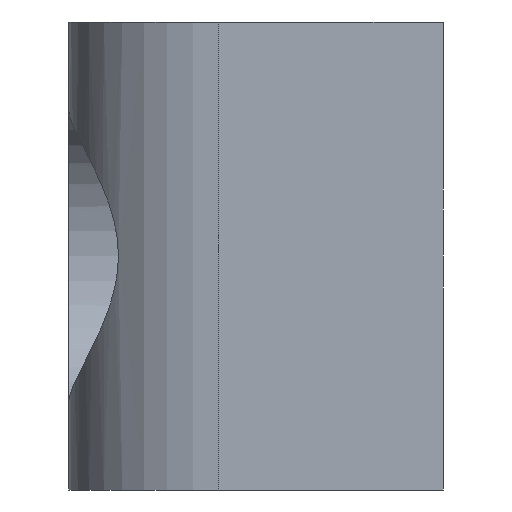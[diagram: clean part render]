
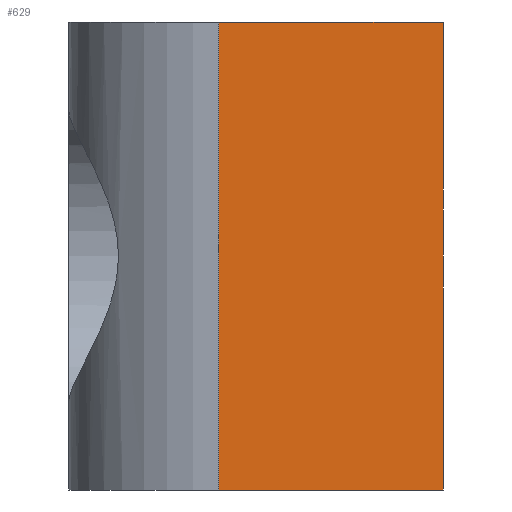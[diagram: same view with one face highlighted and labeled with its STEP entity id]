
A CAD part, left-side view. The second image highlights one B-rep face of the part: STEP entity #629.
In plain terms, the highlighted planar face has unit normal (-1, 0, 0).
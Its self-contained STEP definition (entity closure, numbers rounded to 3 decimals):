
#54=PLANE('',#719);
#87=FACE_OUTER_BOUND('',#140,.T.);
#140=EDGE_LOOP('',(#572,#573,#574,#575));
#177=LINE('',#947,#218);
#184=LINE('',#968,#225);
#192=LINE('',#1033,#233);
#213=LINE('',#1125,#254);
#218=VECTOR('',#727,10.);
#225=VECTOR('',#744,10.);
#233=VECTOR('',#786,10.);
#254=VECTOR('',#901,10.);
#264=VERTEX_POINT('',#944);
#265=VERTEX_POINT('',#946);
#274=VERTEX_POINT('',#966);
#290=VERTEX_POINT('',#1032);
#318=EDGE_CURVE('',#264,#265,#177,.T.);
#329=EDGE_CURVE('',#264,#274,#184,.T.);
#351=EDGE_CURVE('',#265,#290,#192,.T.);
#398=EDGE_CURVE('',#274,#290,#213,.T.);
#572=ORIENTED_EDGE('',*,*,#318,.F.);
#573=ORIENTED_EDGE('',*,*,#329,.T.);
#574=ORIENTED_EDGE('',*,*,#398,.T.);
#575=ORIENTED_EDGE('',*,*,#351,.F.);
#629=ADVANCED_FACE('',(#87),#54,.T.);
#719=AXIS2_PLACEMENT_3D('',#1133,#913,#914);
#727=DIRECTION('',(0.,0.,1.));
#744=DIRECTION('',(0.,-1.,0.));
#786=DIRECTION('',(0.,-1.,0.));
#901=DIRECTION('',(0.,0.,1.));
#913=DIRECTION('center_axis',(-1.,0.,0.));
#914=DIRECTION('ref_axis',(0.,-1.,0.));
#944=CARTESIAN_POINT('',(0.,61.,0.));
#946=CARTESIAN_POINT('',(0.,61.,12.5));
#947=CARTESIAN_POINT('',(0.,61.,0.));
#966=CARTESIAN_POINT('',(0.,55.,0.));
#968=CARTESIAN_POINT('',(0.,65.,0.));
#1032=CARTESIAN_POINT('',(0.,55.,12.5));
#1033=CARTESIAN_POINT('',(0.,65.,12.5));
#1125=CARTESIAN_POINT('',(0.,55.,3.125));
#1133=CARTESIAN_POINT('Origin',(0.,65.,0.));
